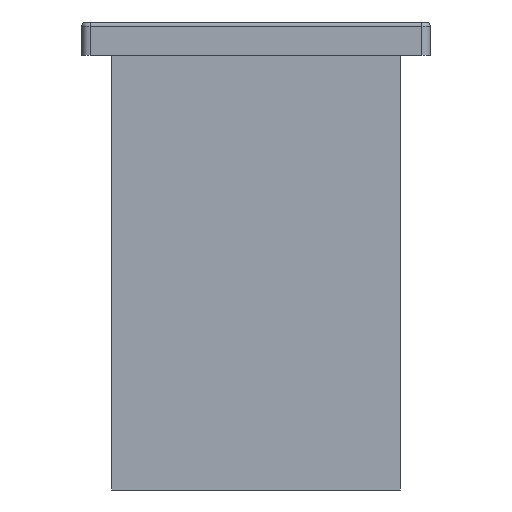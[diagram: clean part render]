
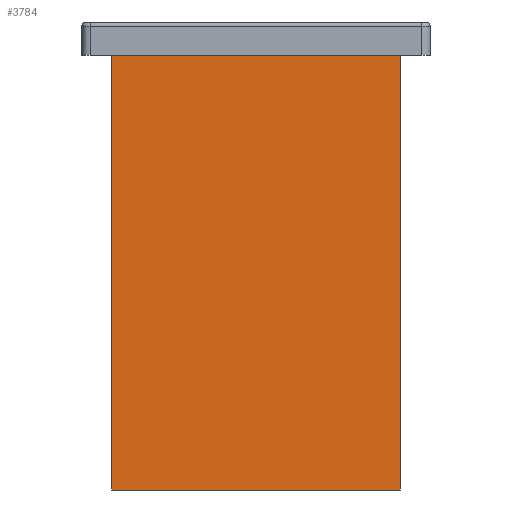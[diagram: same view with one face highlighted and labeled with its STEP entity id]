
A CAD part, left-side view. The second image highlights one B-rep face of the part: STEP entity #3784.
In plain terms, the highlighted planar face has unit normal (-1, 0, 0).
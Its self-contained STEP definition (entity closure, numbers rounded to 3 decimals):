
#328=FACE_OUTER_BOUND('',#549,.T.);
#549=EDGE_LOOP('',(#2543,#2544,#2545,#2546));
#815=LINE('',#5133,#1221);
#816=LINE('',#5136,#1222);
#817=LINE('',#5138,#1223);
#818=LINE('',#5139,#1224);
#1221=VECTOR('',#4264,10.);
#1222=VECTOR('',#4267,10.);
#1223=VECTOR('',#4268,10.);
#1224=VECTOR('',#4269,10.);
#1625=VERTEX_POINT('',#5129);
#1626=VERTEX_POINT('',#5131);
#1627=VERTEX_POINT('',#5135);
#1628=VERTEX_POINT('',#5137);
#1991=EDGE_CURVE('',#1625,#1626,#815,.T.);
#1992=EDGE_CURVE('',#1625,#1627,#816,.T.);
#1993=EDGE_CURVE('',#1628,#1626,#817,.T.);
#1994=EDGE_CURVE('',#1627,#1628,#818,.T.);
#2543=ORIENTED_EDGE('',*,*,#1992,.F.);
#2544=ORIENTED_EDGE('',*,*,#1991,.T.);
#2545=ORIENTED_EDGE('',*,*,#1993,.F.);
#2546=ORIENTED_EDGE('',*,*,#1994,.F.);
#3637=PLANE('',#4025);
#3784=ADVANCED_FACE('',(#328),#3637,.T.);
#4025=AXIS2_PLACEMENT_3D('',#5134,#4265,#4266);
#4264=DIRECTION('',(0.,0.,-1.));
#4265=DIRECTION('center_axis',(-1.,0.,0.));
#4266=DIRECTION('ref_axis',(0.,1.,0.));
#4267=DIRECTION('',(0.,-1.,0.));
#4268=DIRECTION('',(0.,1.,0.));
#4269=DIRECTION('',(0.,0.,-1.));
#5129=CARTESIAN_POINT('',(-51.,17.25,0.));
#5131=CARTESIAN_POINT('',(-51.,17.25,-52.));
#5133=CARTESIAN_POINT('',(-51.,17.25,0.));
#5134=CARTESIAN_POINT('Origin',(-51.,-17.25,0.));
#5135=CARTESIAN_POINT('',(-51.,-17.25,0.));
#5136=CARTESIAN_POINT('',(-51.,-8.625,0.));
#5137=CARTESIAN_POINT('',(-51.,-17.25,-52.));
#5138=CARTESIAN_POINT('',(-51.,-17.25,-52.));
#5139=CARTESIAN_POINT('',(-51.,-17.25,0.));
